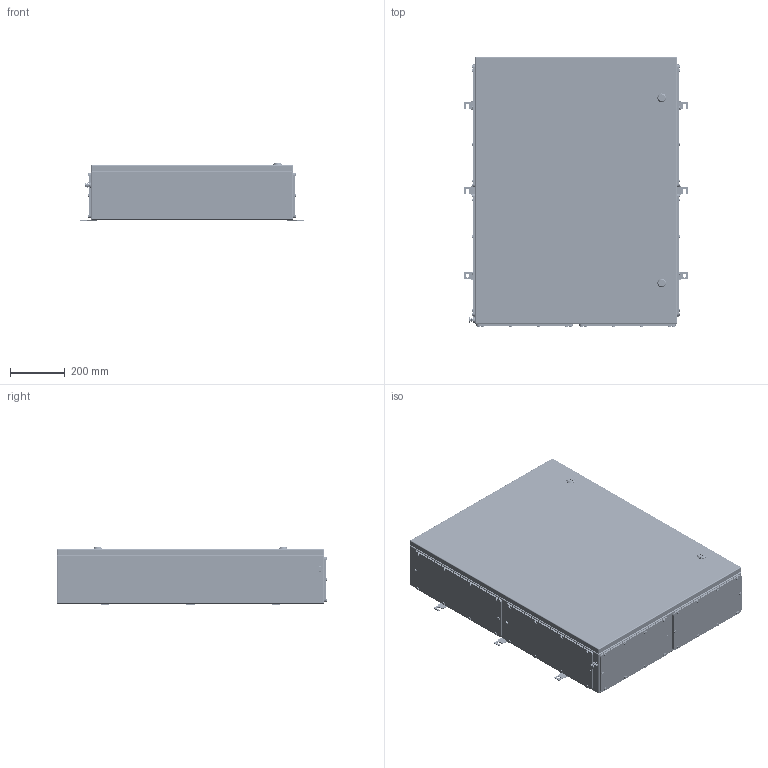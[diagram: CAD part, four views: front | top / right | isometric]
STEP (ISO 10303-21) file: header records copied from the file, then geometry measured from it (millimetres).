
FILE_DESCRIPTION(('CATIA V5 STEP Exchange','CAx-IF Rec.Pracs.--- Model Styling and Organization---1.4--- 2014-01-23'),'2;1');
FILE_NAME ('008875-5_4_1201030000_1201030000.stp','2019-09-23T10:51:55+00:00',('none'),('Weidmueller'),'CATIA Version 5-6 Release 2016 SP3 HF44','CATIA V5 STEP AP214','none');
FILE_SCHEMA(('AUTOMOTIVE_DESIGN { 1 0 10303 214 1 1 1 1 }'));
Products named in the file (1): 1201030000
Bounding box: 821 x 991 x 209.8 mm (x, y, z)
Volume: 4921336.4 mm3; surface area: 5368864.3 mm2
Topology: 190 solids, 192 shells, 3696 faces, 8450 edges, 5337 vertices
Faces by surface type: cylinder 1748, plane 1540, cone 354, sphere 24, torus 22, bspline 8
Entity records: 99952 total; most frequent: CARTESIAN_POINT 21762, ORIENTED_EDGE 16568, DIRECTION 13111, EDGE_CURVE 8284, AXIS2_PLACEMENT_3D 5849, VERTEX_POINT 5337, VECTOR 4548, LINE 4548
